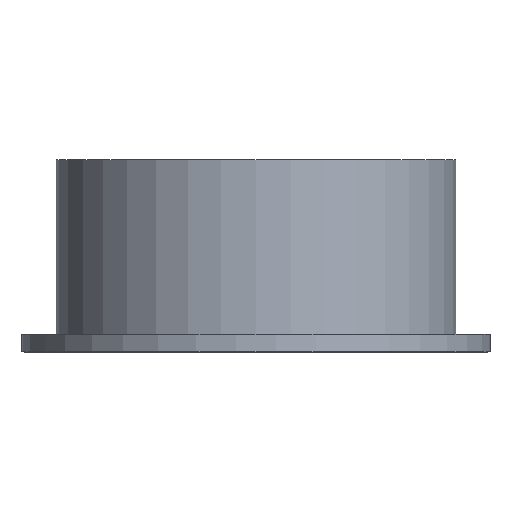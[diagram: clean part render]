
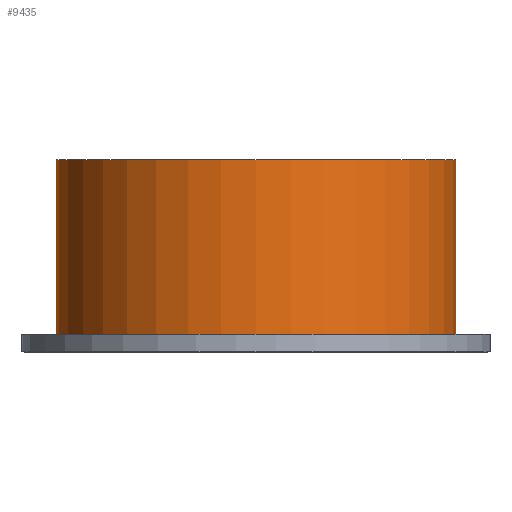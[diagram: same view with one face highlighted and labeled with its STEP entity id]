
A CAD part, top view. The second image highlights one B-rep face of the part: STEP entity #9435.
In plain terms, the highlighted cylindrical face has radius 115 mm (diameter 230 mm), a partial arc.
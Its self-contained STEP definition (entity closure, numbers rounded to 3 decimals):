
#1039=LINE('',#15671,#2000);
#1215=LINE('',#16193,#2176);
#2000=VECTOR('',#11044,10.);
#2176=VECTOR('',#11538,10.);
#2368=CYLINDRICAL_SURFACE('',#9985,115.);
#2953=FACE_OUTER_BOUND('',#3538,.T.);
#3538=EDGE_LOOP('',(#8578,#8579,#8580,#8581));
#3620=CIRCLE('',#9850,115.);
#3668=CIRCLE('',#9980,115.);
#4262=VERTEX_POINT('',#15668);
#4263=VERTEX_POINT('',#15670);
#4431=VERTEX_POINT('',#16190);
#4432=VERTEX_POINT('',#16192);
#5446=EDGE_CURVE('',#4263,#4262,#1039,.T.);
#5698=EDGE_CURVE('',#4431,#4432,#1215,.T.);
#5743=EDGE_CURVE('',#4432,#4262,#3620,.T.);
#5907=EDGE_CURVE('',#4263,#4431,#3668,.T.);
#8578=ORIENTED_EDGE('',*,*,#5907,.F.);
#8579=ORIENTED_EDGE('',*,*,#5446,.T.);
#8580=ORIENTED_EDGE('',*,*,#5743,.F.);
#8581=ORIENTED_EDGE('',*,*,#5698,.F.);
#9435=ADVANCED_FACE('',(#2953),#2368,.T.);
#9850=AXIS2_PLACEMENT_3D('',#16282,#11619,#11620);
#9980=AXIS2_PLACEMENT_3D('',#16649,#11987,#11988);
#9985=AXIS2_PLACEMENT_3D('',#16655,#11998,#11999);
#11044=DIRECTION('',(0.,1.,0.));
#11538=DIRECTION('',(0.,1.,0.));
#11619=DIRECTION('center_axis',(0.,1.,0.));
#11620=DIRECTION('ref_axis',(-1.,0.,0.));
#11987=DIRECTION('center_axis',(0.,-1.,0.));
#11988=DIRECTION('ref_axis',(-1.,0.,0.));
#11998=DIRECTION('center_axis',(0.,1.,0.));
#11999=DIRECTION('ref_axis',(0.,0.,1.));
#15668=CARTESIAN_POINT('',(39.,110.5,-108.185));
#15670=CARTESIAN_POINT('',(39.,10.,-108.185));
#15671=CARTESIAN_POINT('',(39.,0.,-108.185));
#16190=CARTESIAN_POINT('',(-39.,10.,-108.185));
#16192=CARTESIAN_POINT('',(-39.,110.5,-108.185));
#16193=CARTESIAN_POINT('',(-39.,0.,-108.185));
#16282=CARTESIAN_POINT('Origin',(0.,110.5,0.));
#16649=CARTESIAN_POINT('Origin',(0.,10.,0.));
#16655=CARTESIAN_POINT('Origin',(0.,0.,0.));
